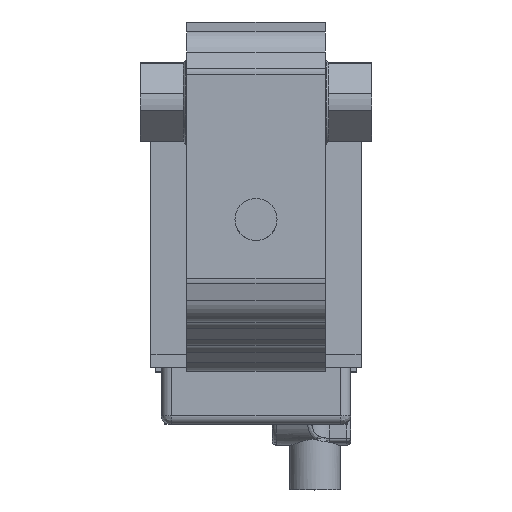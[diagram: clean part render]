
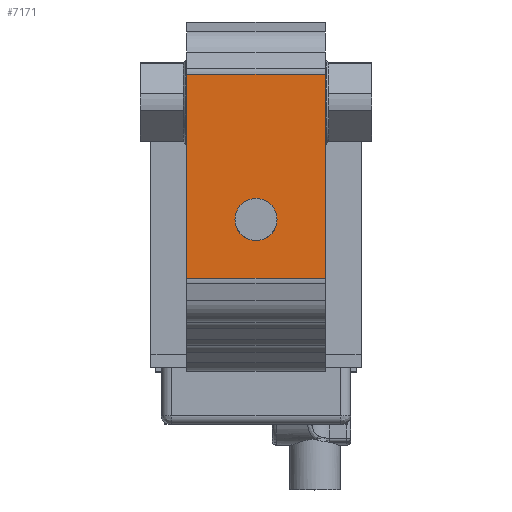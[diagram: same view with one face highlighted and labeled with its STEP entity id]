
A CAD part, top view. The second image highlights one B-rep face of the part: STEP entity #7171.
In plain terms, the highlighted planar face has unit normal (0, 0, 1).
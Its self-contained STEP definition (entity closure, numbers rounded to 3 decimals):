
#200=FACE_BOUND('',#1460,.T.);
#201=FACE_BOUND('',#1461,.T.);
#417=CIRCLE('',#7617,5.);
#1460=EDGE_LOOP('',(#6003));
#1461=EDGE_LOOP('',(#6004,#6005,#6006,#6007));
#1997=LINE('',#11568,#2613);
#2010=LINE('',#11618,#2626);
#2069=LINE('',#11761,#2685);
#2079=LINE('',#11782,#2695);
#2613=VECTOR('',#9341,48.563);
#2626=VECTOR('',#9382,48.563);
#2685=VECTOR('',#9521,33.);
#2695=VECTOR('',#9553,33.);
#3209=VERTEX_POINT('',#11108);
#3364=VERTEX_POINT('',#11565);
#3365=VERTEX_POINT('',#11567);
#3387=VERTEX_POINT('',#11615);
#3388=VERTEX_POINT('',#11617);
#4007=EDGE_CURVE('',#3209,#3209,#417,.T.);
#4232=EDGE_CURVE('',#3365,#3364,#1997,.T.);
#4257=EDGE_CURVE('',#3388,#3387,#2010,.T.);
#4327=EDGE_CURVE('',#3387,#3365,#2069,.T.);
#4337=EDGE_CURVE('',#3388,#3364,#2079,.T.);
#6003=ORIENTED_EDGE('',*,*,#4007,.T.);
#6004=ORIENTED_EDGE('',*,*,#4257,.T.);
#6005=ORIENTED_EDGE('',*,*,#4327,.T.);
#6006=ORIENTED_EDGE('',*,*,#4232,.T.);
#6007=ORIENTED_EDGE('',*,*,#4337,.F.);
#6855=PLANE('',#7845);
#7171=ADVANCED_FACE('',(#200,#201),#6855,.T.);
#7617=AXIS2_PLACEMENT_3D('',#11109,#8874,#8875);
#7845=AXIS2_PLACEMENT_3D('',#11781,#9551,#9552);
#8874=DIRECTION('center_axis',(0.,0.,-1.));
#8875=DIRECTION('ref_axis',(0.,-1.,0.));
#9341=DIRECTION('',(0.,-1.,0.));
#9382=DIRECTION('',(0.,1.,0.));
#9521=DIRECTION('',(-1.,0.,0.));
#9551=DIRECTION('center_axis',(0.,0.,1.));
#9552=DIRECTION('ref_axis',(0.,1.,0.));
#9553=DIRECTION('',(-1.,0.,0.));
#11108=CARTESIAN_POINT('',(0.,-23.,44.));
#11109=CARTESIAN_POINT('Origin',(0.,-28.,44.));
#11565=CARTESIAN_POINT('',(-16.5,-42.031,44.));
#11567=CARTESIAN_POINT('',(-16.5,6.531,44.));
#11568=CARTESIAN_POINT('',(-16.5,-21.016,44.));
#11615=CARTESIAN_POINT('',(16.5,6.531,44.));
#11617=CARTESIAN_POINT('',(16.5,-42.031,44.));
#11618=CARTESIAN_POINT('',(16.5,-21.016,44.));
#11761=CARTESIAN_POINT('',(0.,6.531,44.));
#11781=CARTESIAN_POINT('Origin',(0.,-42.031,44.));
#11782=CARTESIAN_POINT('',(0.,-42.031,44.));
